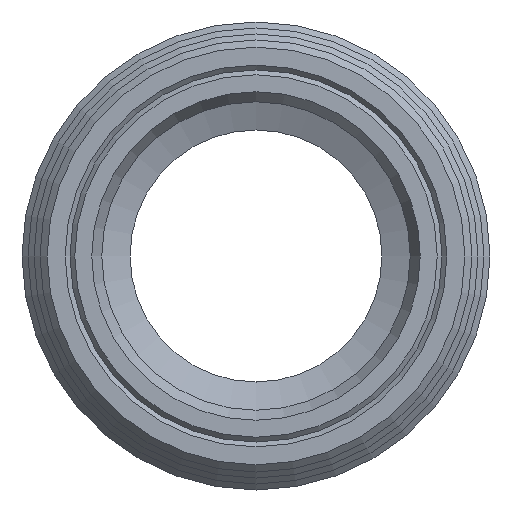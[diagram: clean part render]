
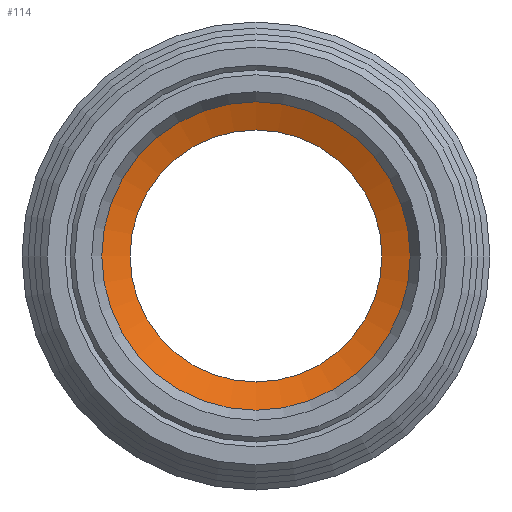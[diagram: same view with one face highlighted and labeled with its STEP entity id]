
A CAD part, front view. The second image highlights one B-rep face of the part: STEP entity #114.
In plain terms, the highlighted conical face has half-angle 68 degrees and reference radius 2475.09 mm.
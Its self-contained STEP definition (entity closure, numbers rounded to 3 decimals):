
#114 = ADVANCED_FACE( 'NONE', ( #245, #246 ), #247, .F. );
#245 = FACE_OUTER_BOUND( '', #401, .T. );
#246 = FACE_BOUND( '', #402, .T. );
#247 = CONICAL_SURFACE( '', #403, 2475.087, 1.187 );
#401 = EDGE_LOOP( '', ( #635 ) );
#402 = EDGE_LOOP( '', ( #636 ) );
#403 = AXIS2_PLACEMENT_3D( '', #637, #638, #639 );
#635 = ORIENTED_EDGE( '', *, *, #744, .T. );
#636 = ORIENTED_EDGE( '', *, *, #746, .F. );
#637 = CARTESIAN_POINT( '', ( 0., -998.604, 0. ) );
#638 = DIRECTION( '', ( 0., -1., 0. ) );
#639 = DIRECTION( '', ( 0., 0., 1. ) );
#744 = EDGE_CURVE( 'NONE', #840, #840, #841, .T. );
#746 = EDGE_CURVE( 'NONE', #844, #844, #845, .T. );
#840 = VERTEX_POINT( '', #944 );
#841 = CIRCLE( '', #945, 6.425 );
#844 = VERTEX_POINT( '', #948 );
#845 = CIRCLE( '', #949, 5.25 );
#944 = CARTESIAN_POINT( '', ( 0., -1.2, -6.425 ) );
#945 = AXIS2_PLACEMENT_3D( '', #1092, #1093, #1094 );
#948 = CARTESIAN_POINT( '', ( 0., -0.725, -5.25 ) );
#949 = AXIS2_PLACEMENT_3D( '', #1098, #1099, #1100 );
#1092 = CARTESIAN_POINT( '', ( 0., -1.2, 0. ) );
#1093 = DIRECTION( '', ( 0., -1., 0. ) );
#1094 = DIRECTION( '', ( 0., 0., -1. ) );
#1098 = CARTESIAN_POINT( '', ( 0., -0.725, 0. ) );
#1099 = DIRECTION( '', ( 0., -1., 0. ) );
#1100 = DIRECTION( '', ( 0., 0., -1. ) );
